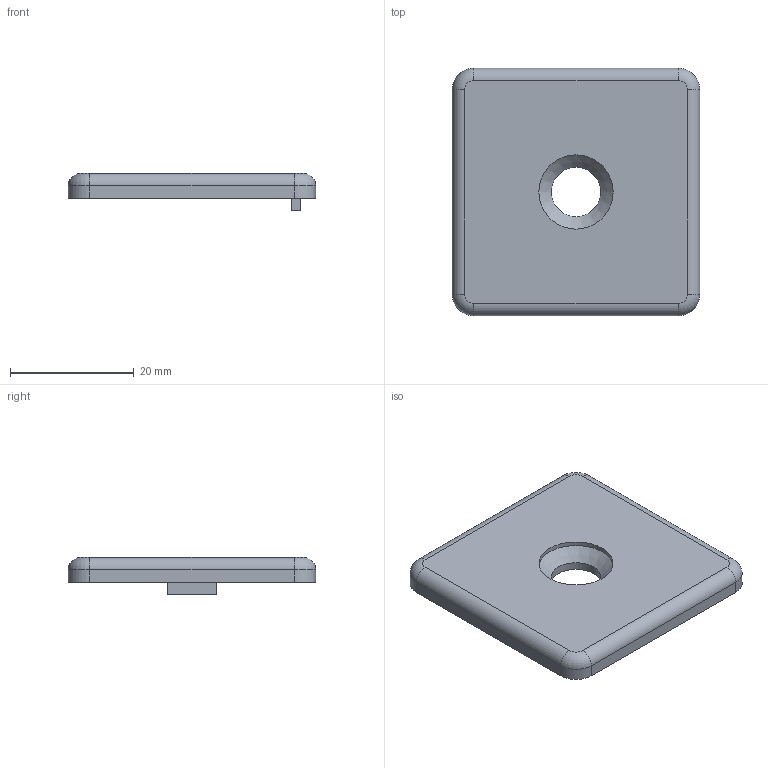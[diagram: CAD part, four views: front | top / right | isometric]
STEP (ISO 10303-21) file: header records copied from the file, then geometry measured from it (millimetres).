
FILE_DESCRIPTION (( 'STEP AP214' ), '1' );
FILE_NAME ('091347.STEP', '2015-04-23T08:55:38', ( 'Admin' ), ( 'Hewlett-Packard Company' ), 'SwSTEP 2.0', 'SolidWorks 2014', '' );
FILE_SCHEMA (( 'AUTOMOTIVE_DESIGN' ));
Length unit declared in the file: millimetre
Products named in the file (1): 091347
Bounding box: 40 x 40 x 6 mm (x, y, z)
Volume: 4024.2 mm3; surface area: 4152.4 mm2
Topology: 1 solids, 1 shells, 263 faces, 599 edges, 330 vertices
Faces by surface type: cylinder 100, bspline 64, plane 56, torus 18, sphere 16, cone 9
Full cylindrical faces by diameter (mm): 8 x1, 12 x1
Entity records: 8560 total; most frequent: CARTESIAN_POINT 3314, ORIENTED_EDGE 1160, DIRECTION 1012, EDGE_CURVE 580, AXIS2_PLACEMENT_3D 388, VERTEX_POINT 330, EDGE_LOOP 276, FACE_OUTER_BOUND 265
